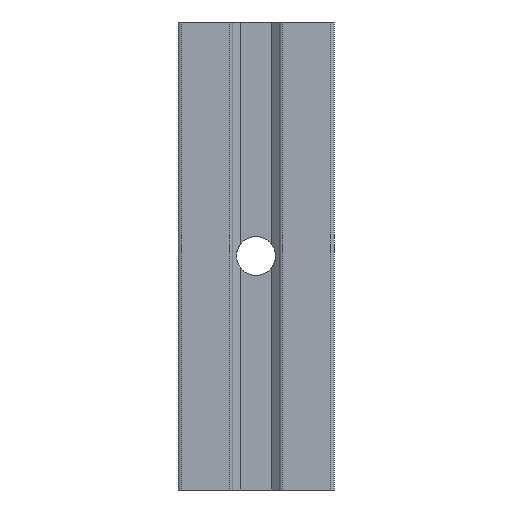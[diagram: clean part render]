
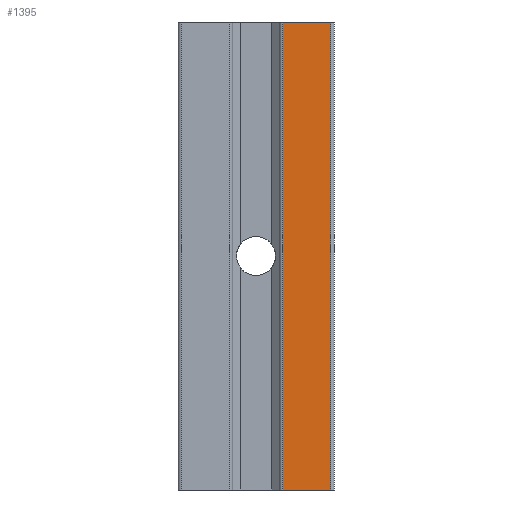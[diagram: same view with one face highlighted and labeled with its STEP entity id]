
A CAD part, left-side view. The second image highlights one B-rep face of the part: STEP entity #1395.
In plain terms, the highlighted planar face has unit normal (-1, 0, 0).
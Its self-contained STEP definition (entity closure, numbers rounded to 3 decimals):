
#123=FACE_OUTER_BOUND('',#195,.T.);
#195=EDGE_LOOP('',(#919,#920,#921,#922));
#269=LINE('',#2069,#413);
#270=LINE('',#2071,#414);
#271=LINE('',#2073,#415);
#272=LINE('',#2074,#416);
#413=VECTOR('',#1631,30.);
#414=VECTOR('',#1632,3.1);
#415=VECTOR('',#1633,30.);
#416=VECTOR('',#1634,3.1);
#557=VERTEX_POINT('',#2067);
#558=VERTEX_POINT('',#2068);
#559=VERTEX_POINT('',#2070);
#560=VERTEX_POINT('',#2072);
#701=EDGE_CURVE('',#557,#558,#269,.T.);
#702=EDGE_CURVE('',#559,#557,#270,.T.);
#703=EDGE_CURVE('',#560,#559,#271,.T.);
#704=EDGE_CURVE('',#560,#558,#272,.T.);
#919=ORIENTED_EDGE('',*,*,#701,.F.);
#920=ORIENTED_EDGE('',*,*,#702,.F.);
#921=ORIENTED_EDGE('',*,*,#703,.F.);
#922=ORIENTED_EDGE('',*,*,#704,.T.);
#1355=PLANE('',#1481);
#1395=ADVANCED_FACE('',(#123),#1355,.T.);
#1481=AXIS2_PLACEMENT_3D('',#2066,#1629,#1630);
#1629=DIRECTION('center_axis',(-1.,0.,0.));
#1630=DIRECTION('ref_axis',(0.,-1.,0.));
#1631=DIRECTION('',(0.,0.,-1.));
#1632=DIRECTION('',(0.,-1.,0.));
#1633=DIRECTION('',(0.,0.,1.));
#1634=DIRECTION('',(0.,-1.,0.));
#2066=CARTESIAN_POINT('Origin',(-5.,-5.,100.));
#2067=CARTESIAN_POINT('',(-5.,-4.8,100.));
#2068=CARTESIAN_POINT('',(-5.,-4.8,70.));
#2069=CARTESIAN_POINT('',(-5.,-4.8,100.));
#2070=CARTESIAN_POINT('',(-5.,-1.7,100.));
#2071=CARTESIAN_POINT('',(-5.,-1.7,100.));
#2072=CARTESIAN_POINT('',(-5.,-1.7,70.));
#2073=CARTESIAN_POINT('',(-5.,-1.7,70.));
#2074=CARTESIAN_POINT('',(-5.,-1.7,70.));
